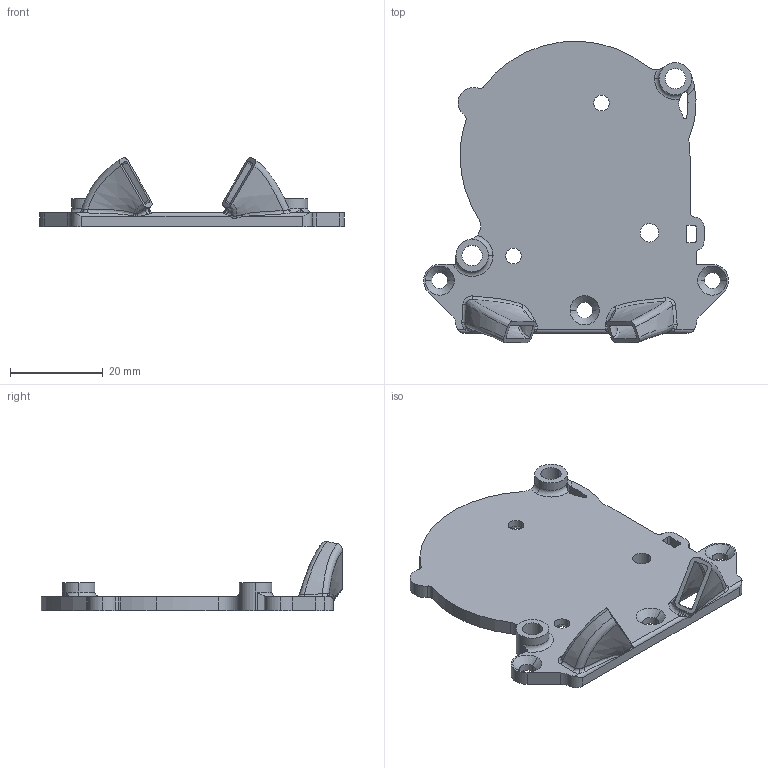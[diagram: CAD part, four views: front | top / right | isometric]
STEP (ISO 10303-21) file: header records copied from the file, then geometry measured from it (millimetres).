
FILE_DESCRIPTION (( 'STEP AP214' ), '1' );
FILE_NAME ('SV08-PZ-PartFanDuct-Nozzles.STEP', '2025-01-05T22:33:52', ( '' ), ( '' ), 'SwSTEP 2.0', 'SolidWorks 2022', '' );
FILE_SCHEMA (( 'AUTOMOTIVE_DESIGN' ));
Length unit declared in the file: millimetre
Products named in the file (1): SV08-PZ-PartFanDuct-Nozzles
Bounding box: 65.77 x 65.02 x 14.92 mm (x, y, z)
Volume: 9042.9 mm3; surface area: 8226.8 mm2
Topology: 1 solids, 1 shells, 159 faces, 430 edges, 273 vertices
Faces by surface type: bspline 62, cylinder 60, plane 22, cone 10, torus 5
Entity records: 8648 total; most frequent: CARTESIAN_POINT 4894, ORIENTED_EDGE 860, DIRECTION 680, EDGE_CURVE 430, AXIS2_PLACEMENT_3D 277, VERTEX_POINT 273, EDGE_LOOP 183, CIRCLE 179
